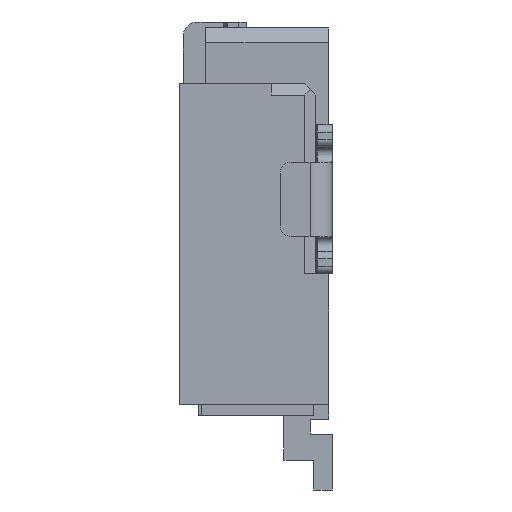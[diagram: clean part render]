
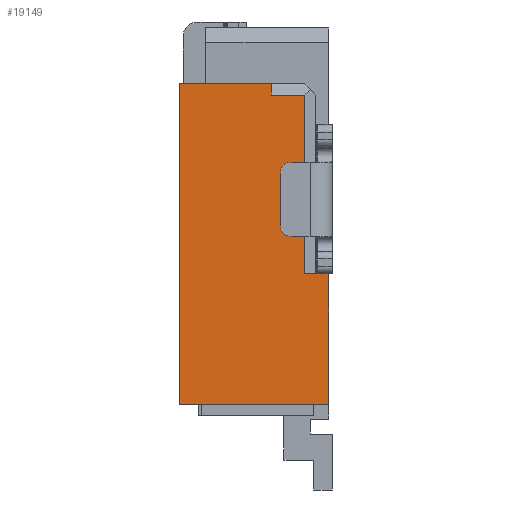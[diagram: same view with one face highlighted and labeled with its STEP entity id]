
A CAD part, left-side view. The second image highlights one B-rep face of the part: STEP entity #19149.
In plain terms, the highlighted planar face has unit normal (-1, 0, 0).
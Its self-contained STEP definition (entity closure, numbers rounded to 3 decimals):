
#4=DIRECTION('',(0.,-1.,0.));
#5=VECTOR('',#4,0.15);
#6=CARTESIAN_POINT('',(-7.65,-0.552,-3.38));
#7=LINE('',#6,#5);
#12=DIRECTION('',(0.,0.,-1.));
#13=VECTOR('',#12,1.75);
#14=CARTESIAN_POINT('',(-7.65,-0.702,-3.38));
#15=LINE('',#14,#13);
#19=DIRECTION('',(0.,1.,0.));
#20=VECTOR('',#19,2.);
#21=CARTESIAN_POINT('',(-7.65,-0.702,-5.13));
#22=LINE('',#21,#20);
#26=DIRECTION('',(0.,0.,1.));
#27=VECTOR('',#26,4.3);
#28=CARTESIAN_POINT('',(-7.65,1.298,-5.13));
#29=LINE('',#28,#27);
#33=DIRECTION('',(0.,-1.,0.));
#34=VECTOR('',#33,1.23);
#35=CARTESIAN_POINT('',(-7.65,1.298,-0.83));
#36=LINE('',#35,#34);
#40=DIRECTION('',(0.,0.,1.));
#41=VECTOR('',#40,0.15);
#42=CARTESIAN_POINT('',(-7.65,0.068,-0.98));
#43=LINE('',#42,#41);
#47=DIRECTION('',(0.,1.,0.));
#48=VECTOR('',#47,0.45);
#49=CARTESIAN_POINT('',(-7.65,-0.382,-0.98));
#50=LINE('',#49,#48);
#54=DIRECTION('',(0.,0.,1.));
#55=VECTOR('',#54,2.4);
#56=CARTESIAN_POINT('',(-7.65,-0.382,-3.38));
#57=LINE('',#56,#55);
#61=DIRECTION('',(0.,-1.,0.));
#62=VECTOR('',#61,0.17);
#63=CARTESIAN_POINT('',(-7.65,-0.382,-3.38));
#64=LINE('',#63,#62);
#16142=CARTESIAN_POINT('',(-7.65,-0.702,-5.13));
#16143=CARTESIAN_POINT('',(-7.65,1.298,-5.13));
#16144=VERTEX_POINT('',#16142);
#16145=VERTEX_POINT('',#16143);
#16146=CARTESIAN_POINT('',(-7.65,1.298,-0.83));
#16147=VERTEX_POINT('',#16146);
#16242=CARTESIAN_POINT('',(-7.65,-0.382,-3.38));
#16243=VERTEX_POINT('',#16242);
#16314=CARTESIAN_POINT('',(-7.65,0.068,-0.98));
#16315=CARTESIAN_POINT('',(-7.65,0.068,-0.83));
#16316=VERTEX_POINT('',#16314);
#16317=VERTEX_POINT('',#16315);
#16318=CARTESIAN_POINT('',(-7.65,-0.382,-0.98));
#16319=VERTEX_POINT('',#16318);
#16388=CARTESIAN_POINT('',(-7.65,-0.552,-3.38));
#16389=CARTESIAN_POINT('',(-7.65,-0.702,-3.38));
#16390=VERTEX_POINT('',#16388);
#16391=VERTEX_POINT('',#16389);
#19124=CARTESIAN_POINT('',(-7.65,0.,0.));
#19125=DIRECTION('',(1.,0.,0.));
#19126=DIRECTION('',(0.,0.,-1.));
#19127=AXIS2_PLACEMENT_3D('',#19124,#19125,#19126);
#19128=PLANE('',#19127);
#19130=ORIENTED_EDGE('',*,*,#19129,.T.);
#19132=ORIENTED_EDGE('',*,*,#19131,.T.);
#19134=ORIENTED_EDGE('',*,*,#19133,.T.);
#19136=ORIENTED_EDGE('',*,*,#19135,.T.);
#19138=ORIENTED_EDGE('',*,*,#19137,.T.);
#19140=ORIENTED_EDGE('',*,*,#19139,.F.);
#19142=ORIENTED_EDGE('',*,*,#19141,.F.);
#19144=ORIENTED_EDGE('',*,*,#19143,.F.);
#19146=ORIENTED_EDGE('',*,*,#19145,.T.);
#19147=EDGE_LOOP('',(#19130,#19132,#19134,#19136,#19138,#19140,#19142,#19144,
#19146));
#19148=FACE_OUTER_BOUND('',#19147,.F.);
#19129=EDGE_CURVE('',#16390,#16391,#7,.T.);
#19131=EDGE_CURVE('',#16391,#16144,#15,.T.);
#19133=EDGE_CURVE('',#16144,#16145,#22,.T.);
#19135=EDGE_CURVE('',#16145,#16147,#29,.T.);
#19137=EDGE_CURVE('',#16147,#16317,#36,.T.);
#19139=EDGE_CURVE('',#16316,#16317,#43,.T.);
#19141=EDGE_CURVE('',#16319,#16316,#50,.T.);
#19143=EDGE_CURVE('',#16243,#16319,#57,.T.);
#19145=EDGE_CURVE('',#16243,#16390,#64,.T.);
#19149=ADVANCED_FACE('',(#19148),#19128,.F.);
